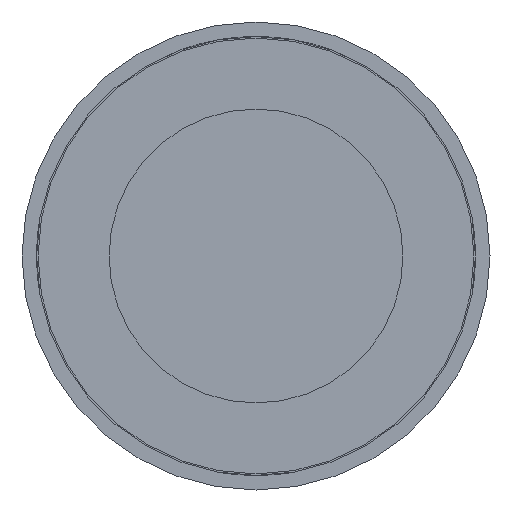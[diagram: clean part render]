
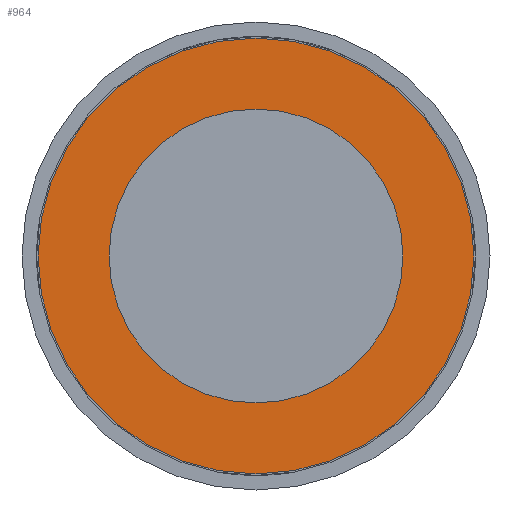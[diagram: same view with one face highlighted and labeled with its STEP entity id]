
A CAD part, front view. The second image highlights one B-rep face of the part: STEP entity #964.
In plain terms, the highlighted planar face has unit normal (0, -1, 0).
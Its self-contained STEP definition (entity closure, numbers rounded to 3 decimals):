
#54 = CIRCLE ( 'NONE', #1577, 1.005 ) ;
#121 = CARTESIAN_POINT ( 'NONE',  ( 0., -21.2, 0. ) ) ;
#197 = EDGE_LOOP ( 'NONE', ( #255, #2327 ) ) ;
#255 = ORIENTED_EDGE ( 'NONE', *, *, #557, .F. ) ;
#376 = EDGE_CURVE ( 'Defeature ausgef�hrt2_6+Defeature ausgef�hrt2_16+Defeature ausgef�hrt2_16+Defeature ausgef�hrt2_16', #2710, #1784, #54, .T. ) ;
#417 = DIRECTION ( 'NONE',  ( 0., 1., 0. ) ) ;
#557 = EDGE_CURVE ( 'Defeature ausgef�hrt2_5+Defeature ausgef�hrt2_6+Defeature ausgef�hrt2_6+Defeature ausgef�hrt2_6', #2088, #2842, #2553, .T. ) ;
#602 = CARTESIAN_POINT ( 'NONE',  ( -1.49, -21.2, 0. ) ) ;
#631 = CARTESIAN_POINT ( 'NONE',  ( 1.49, -21.2, 0. ) ) ;
#677 = DIRECTION ( 'NONE',  ( 0., 1., 0. ) ) ;
#721 = DIRECTION ( 'NONE',  ( 0., 0., 1. ) ) ;
#964 = ADVANCED_FACE ( 'Defeature ausgef�hrt2_6', ( #2338, #1531 ), #1399, .F. ) ;
#1001 = CARTESIAN_POINT ( 'NONE',  ( 0., -21.2, 1.005 ) ) ;
#1031 = DIRECTION ( 'NONE',  ( -1., 0., 0. ) ) ;
#1399 = PLANE ( 'NONE',  #1730 ) ;
#1405 = ORIENTED_EDGE ( 'NONE', *, *, #376, .T. ) ;
#1454 = ORIENTED_EDGE ( 'NONE', *, *, #3169, .T. ) ;
#1531 = FACE_OUTER_BOUND ( 'NONE', #197, .T. ) ;
#1577 = AXIS2_PLACEMENT_3D ( 'NONE', #121, #2283, #2828 ) ;
#1622 = CARTESIAN_POINT ( 'NONE',  ( 0., -21.2, -1.005 ) ) ;
#1730 = AXIS2_PLACEMENT_3D ( 'NONE', #2506, #3324, #2217 ) ;
#1766 = CARTESIAN_POINT ( 'NONE',  ( 0., -21.2, 0. ) ) ;
#1784 = VERTEX_POINT ( 'NONE', #1001 ) ;
#1891 = AXIS2_PLACEMENT_3D ( 'NONE', #2362, #417, #721 ) ;
#1894 = CIRCLE ( 'NONE', #2110, 1.49 ) ;
#2088 = VERTEX_POINT ( 'NONE', #602 ) ;
#2110 = AXIS2_PLACEMENT_3D ( 'NONE', #1766, #677, #2302 ) ;
#2217 = DIRECTION ( 'NONE',  ( -1., 0., 0. ) ) ;
#2238 = EDGE_LOOP ( 'NONE', ( #1454, #1405 ) ) ;
#2283 = DIRECTION ( 'NONE',  ( 0., 1., 0. ) ) ;
#2302 = DIRECTION ( 'NONE',  ( -1., 0., 0. ) ) ;
#2327 = ORIENTED_EDGE ( 'NONE', *, *, #2912, .F. ) ;
#2338 = FACE_BOUND ( 'NONE', #2238, .T. ) ;
#2362 = CARTESIAN_POINT ( 'NONE',  ( 0., -21.2, 0. ) ) ;
#2410 = DIRECTION ( 'NONE',  ( 0., 1., 0. ) ) ;
#2506 = CARTESIAN_POINT ( 'NONE',  ( 1.49, -21.2, 0. ) ) ;
#2553 = CIRCLE ( 'NONE', #3219, 1.49 ) ;
#2710 = VERTEX_POINT ( 'NONE', #1622 ) ;
#2808 = CIRCLE ( 'NONE', #1891, 1.005 ) ;
#2828 = DIRECTION ( 'NONE',  ( 0., 0., 1. ) ) ;
#2842 = VERTEX_POINT ( 'NONE', #631 ) ;
#2904 = CARTESIAN_POINT ( 'NONE',  ( 0., -21.2, 0. ) ) ;
#2912 = EDGE_CURVE ( 'Defeature ausgef�hrt2_5+Defeature ausgef�hrt2_6+Defeature ausgef�hrt2_6+Defeature ausgef�hrt2_6', #2842, #2088, #1894, .T. ) ;
#3169 = EDGE_CURVE ( 'Defeature ausgef�hrt2_6+Defeature ausgef�hrt2_16+Defeature ausgef�hrt2_16+Defeature ausgef�hrt2_16', #1784, #2710, #2808, .T. ) ;
#3219 = AXIS2_PLACEMENT_3D ( 'NONE', #2904, #2410, #1031 ) ;
#3324 = DIRECTION ( 'NONE',  ( 0., 1., 0. ) ) ;
